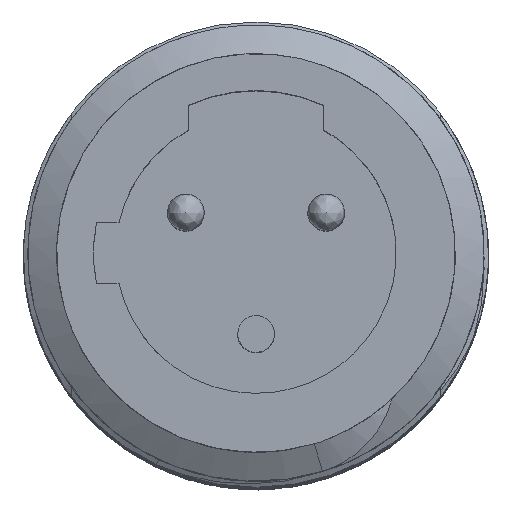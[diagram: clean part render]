
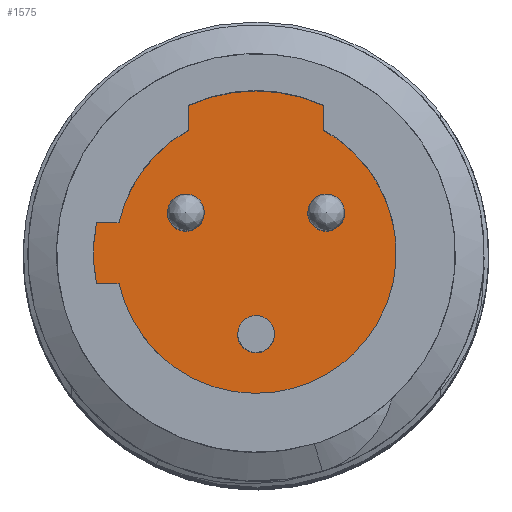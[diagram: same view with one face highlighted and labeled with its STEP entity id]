
A CAD part, top view. The second image highlights one B-rep face of the part: STEP entity #1575.
In plain terms, the highlighted free-form (B-spline) face has degree [1, 1] with [2, 2] control points.
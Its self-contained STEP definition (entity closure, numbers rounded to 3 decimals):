
#1267=CARTESIAN_POINT('',(-4.322,0.825,41.1));
#1268=VERTEX_POINT('',#1267);
#1285=CARTESIAN_POINT('',(-4.322,-0.825,41.1));
#1286=VERTEX_POINT('',#1285);
#1292=CARTESIAN_POINT('',(-4.322,-0.825,41.1));
#1293=CARTESIAN_POINT('',(-4.479,0.,41.1));
#1294=CARTESIAN_POINT('',(-4.322,0.825,41.1));
#1295=(BOUNDED_CURVE()B_SPLINE_CURVE(2,(#1292,#1293,#1294),.CIRCULAR_ARC.,.F.,.U.)B_SPLINE_CURVE_WITH_KNOTS((3,3),(0.,1.),.UNSPECIFIED.)CURVE()GEOMETRIC_REPRESENTATION_ITEM()RATIONAL_B_SPLINE_CURVE((1.,0.982,1.))REPRESENTATION_ITEM(''));
#1296=EDGE_CURVE('',#1286,#1268,#1295,.T.);
#1306=CARTESIAN_POINT('',(-3.709,0.825,41.1));
#1307=VERTEX_POINT('',#1306);
#1308=CARTESIAN_POINT('',(-4.322,0.825,41.1));
#1309=CARTESIAN_POINT('',(-3.709,0.825,41.1));
#1310=B_SPLINE_CURVE_WITH_KNOTS('',1,(#1308,#1309),.POLYLINE_FORM.,.F.,.U.,(2,2),(0.754,1.),.UNSPECIFIED.);
#1311=EDGE_CURVE('',#1268,#1307,#1310,.T.);
#1336=CARTESIAN_POINT('',(-1.833,3.329,41.1));
#1337=VERTEX_POINT('',#1336);
#1338=CARTESIAN_POINT('',(-3.709,0.825,41.1));
#1339=CARTESIAN_POINT('',(-3.337,2.501,41.1));
#1340=CARTESIAN_POINT('',(-1.833,3.329,41.1));
#1341=(BOUNDED_CURVE()B_SPLINE_CURVE(2,(#1338,#1339,#1340),.CIRCULAR_ARC.,.F.,.U.)B_SPLINE_CURVE_WITH_KNOTS((3,3),(0.83,0.96),.UNSPECIFIED.)CURVE()GEOMETRIC_REPRESENTATION_ITEM()RATIONAL_B_SPLINE_CURVE((0.895,0.747,0.75))REPRESENTATION_ITEM(''));
#1342=EDGE_CURVE('',#1307,#1337,#1341,.T.);
#1366=CARTESIAN_POINT('',(-1.833,4.,41.1));
#1367=VERTEX_POINT('',#1366);
#1381=CARTESIAN_POINT('',(-1.833,3.329,41.1));
#1382=CARTESIAN_POINT('',(-1.833,4.,41.1));
#1383=B_SPLINE_CURVE_WITH_KNOTS('',1,(#1381,#1382),.POLYLINE_FORM.,.F.,.U.,(2,2),(0.,0.211),.UNSPECIFIED.);
#1384=EDGE_CURVE('',#1337,#1367,#1383,.T.);
#1396=CARTESIAN_POINT('',(1.833,4.,41.1));
#1397=VERTEX_POINT('',#1396);
#1413=CARTESIAN_POINT('',(-1.833,4.,41.1));
#1414=CARTESIAN_POINT('',(0.,4.84,41.1));
#1415=CARTESIAN_POINT('',(1.833,4.,41.1));
#1416=(BOUNDED_CURVE()B_SPLINE_CURVE(2,(#1413,#1414,#1415),.CIRCULAR_ARC.,.F.,.U.)B_SPLINE_CURVE_WITH_KNOTS((3,3),(0.,1.),.UNSPECIFIED.)CURVE()GEOMETRIC_REPRESENTATION_ITEM()RATIONAL_B_SPLINE_CURVE((1.,0.909,1.))REPRESENTATION_ITEM(''));
#1417=EDGE_CURVE('',#1367,#1397,#1416,.T.);
#1427=CARTESIAN_POINT('',(1.833,3.329,41.1));
#1428=VERTEX_POINT('',#1427);
#1429=CARTESIAN_POINT('',(1.833,4.,41.1));
#1430=CARTESIAN_POINT('',(1.833,3.329,41.1));
#1431=B_SPLINE_CURVE_WITH_KNOTS('',1,(#1429,#1430),.POLYLINE_FORM.,.F.,.U.,(2,2),(0.789,1.),.UNSPECIFIED.);
#1432=EDGE_CURVE('',#1397,#1428,#1431,.T.);
#1465=CARTESIAN_POINT('',(-3.709,-0.825,41.1));
#1466=VERTEX_POINT('',#1465);
#1467=CARTESIAN_POINT('',(1.833,3.329,41.1));
#1468=CARTESIAN_POINT('',(1.867,3.31,41.1));
#1469=CARTESIAN_POINT('',(1.9,3.291,41.1));
#1470=CARTESIAN_POINT('',(7.6,0.,41.1));
#1471=CARTESIAN_POINT('',(1.9,-3.291,41.1));
#1472=CARTESIAN_POINT('',(-2.585,-5.88,41.1));
#1473=CARTESIAN_POINT('',(-3.709,-0.825,41.1));
#1474=(BOUNDED_CURVE()B_SPLINE_CURVE(2,(#1467,#1468,#1469,#1470,#1471,#1472,#1473),.CIRCULAR_ARC.,.F.,.U.)B_SPLINE_CURVE_WITH_KNOTS((3,2,2,3),(0.04,0.044,0.377,0.671),.UNSPECIFIED.)CURVE()GEOMETRIC_REPRESENTATION_ITEM()RATIONAL_B_SPLINE_CURVE((0.989,0.994,1.,0.5,1.,0.56,0.895))REPRESENTATION_ITEM(''));
#1475=EDGE_CURVE('',#1428,#1466,#1474,.T.);
#1510=CARTESIAN_POINT('',(-3.709,-0.825,41.1));
#1511=CARTESIAN_POINT('',(-4.322,-0.825,41.1));
#1512=B_SPLINE_CURVE_WITH_KNOTS('',1,(#1510,#1511),.POLYLINE_FORM.,.F.,.U.,(2,2),(0.,0.246),.UNSPECIFIED.);
#1513=EDGE_CURVE('',#1466,#1286,#1512,.T.);
#1518=CARTESIAN_POINT('',(8.258,7.24,41.1));
#1519=CARTESIAN_POINT('',(8.258,-7.24,41.1));
#1520=CARTESIAN_POINT('',(-6.222,7.24,41.1));
#1521=CARTESIAN_POINT('',(-6.222,-7.24,41.1));
#1522=B_SPLINE_SURFACE_WITH_KNOTS('',1,1,((#1518,#1519),(#1520,#1521)),.PLANE_SURF.,.F.,.F.,.U.,(2,2),(2,2),(0.,1.),(0.,1.),.UNSPECIFIED.);
#1523=ORIENTED_EDGE('',*,*,#1342,.F.);
#1524=ORIENTED_EDGE('',*,*,#1311,.F.);
#1525=ORIENTED_EDGE('',*,*,#1296,.F.);
#1526=ORIENTED_EDGE('',*,*,#1513,.F.);
#1527=ORIENTED_EDGE('',*,*,#1475,.F.);
#1528=ORIENTED_EDGE('',*,*,#1432,.F.);
#1529=ORIENTED_EDGE('',*,*,#1417,.F.);
#1530=ORIENTED_EDGE('',*,*,#1384,.F.);
#1531=EDGE_LOOP('',(#1523,#1524,#1525,#1526,#1527,#1528,#1529,#1530));
#1532=FACE_OUTER_BOUND('',#1531,.T.);
#1533=CARTESIAN_POINT('',(-0.5,-2.194,41.1));
#1534=VERTEX_POINT('',#1533);
#1535=CARTESIAN_POINT('',(-0.5,-2.194,41.1));
#1536=CARTESIAN_POINT('',(-0.5,-1.328,41.1));
#1537=CARTESIAN_POINT('',(0.25,-1.761,41.1));
#1538=CARTESIAN_POINT('',(1.,-2.194,41.1));
#1539=CARTESIAN_POINT('',(0.25,-2.627,41.1));
#1540=CARTESIAN_POINT('',(-0.5,-3.06,41.1));
#1541=CARTESIAN_POINT('',(-0.5,-2.194,41.1));
#1542=(BOUNDED_CURVE()B_SPLINE_CURVE(2,(#1535,#1536,#1537,#1538,#1539,#1540,#1541),.CIRCULAR_ARC.,.T.,.U.)B_SPLINE_CURVE_WITH_KNOTS((3,2,2,3),(0.,0.333,0.667,1.),.UNSPECIFIED.)CURVE()GEOMETRIC_REPRESENTATION_ITEM()RATIONAL_B_SPLINE_CURVE((1.,0.5,1.,0.5,1.,0.5,1.))REPRESENTATION_ITEM(''));
#1543=EDGE_CURVE('',#1534,#1534,#1542,.T.);
#1544=ORIENTED_EDGE('',*,*,#1543,.T.);
#1545=EDGE_LOOP('',(#1544));
#1546=FACE_BOUND('',#1545,.T.);
#1547=CARTESIAN_POINT('',(1.4,1.097,41.1));
#1548=VERTEX_POINT('',#1547);
#1549=CARTESIAN_POINT('',(1.4,1.097,41.1));
#1550=CARTESIAN_POINT('',(1.4,1.963,41.1));
#1551=CARTESIAN_POINT('',(2.15,1.53,41.1));
#1552=CARTESIAN_POINT('',(2.9,1.097,41.1));
#1553=CARTESIAN_POINT('',(2.15,0.664,41.1));
#1554=CARTESIAN_POINT('',(1.4,0.231,41.1));
#1555=CARTESIAN_POINT('',(1.4,1.097,41.1));
#1556=(BOUNDED_CURVE()B_SPLINE_CURVE(2,(#1549,#1550,#1551,#1552,#1553,#1554,#1555),.CIRCULAR_ARC.,.T.,.U.)B_SPLINE_CURVE_WITH_KNOTS((3,2,2,3),(0.,0.333,0.667,1.),.UNSPECIFIED.)CURVE()GEOMETRIC_REPRESENTATION_ITEM()RATIONAL_B_SPLINE_CURVE((1.,0.5,1.,0.5,1.,0.5,1.))REPRESENTATION_ITEM(''));
#1557=EDGE_CURVE('',#1548,#1548,#1556,.T.);
#1558=ORIENTED_EDGE('',*,*,#1557,.T.);
#1559=EDGE_LOOP('',(#1558));
#1560=FACE_BOUND('',#1559,.T.);
#1561=CARTESIAN_POINT('',(-2.4,1.097,41.1));
#1562=VERTEX_POINT('',#1561);
#1563=CARTESIAN_POINT('',(-2.4,1.097,41.1));
#1564=CARTESIAN_POINT('',(-2.4,1.963,41.1));
#1565=CARTESIAN_POINT('',(-1.65,1.53,41.1));
#1566=CARTESIAN_POINT('',(-0.9,1.097,41.1));
#1567=CARTESIAN_POINT('',(-1.65,0.664,41.1));
#1568=CARTESIAN_POINT('',(-2.4,0.231,41.1));
#1569=CARTESIAN_POINT('',(-2.4,1.097,41.1));
#1570=(BOUNDED_CURVE()B_SPLINE_CURVE(2,(#1563,#1564,#1565,#1566,#1567,#1568,#1569),.CIRCULAR_ARC.,.T.,.U.)B_SPLINE_CURVE_WITH_KNOTS((3,2,2,3),(0.,0.333,0.667,1.),.UNSPECIFIED.)CURVE()GEOMETRIC_REPRESENTATION_ITEM()RATIONAL_B_SPLINE_CURVE((1.,0.5,1.,0.5,1.,0.5,1.))REPRESENTATION_ITEM(''));
#1571=EDGE_CURVE('',#1562,#1562,#1570,.T.);
#1572=ORIENTED_EDGE('',*,*,#1571,.T.);
#1573=EDGE_LOOP('',(#1572));
#1574=FACE_BOUND('',#1573,.T.);
#1575=ADVANCED_FACE('',(#1532,#1546,#1560,#1574),#1522,.T.);
